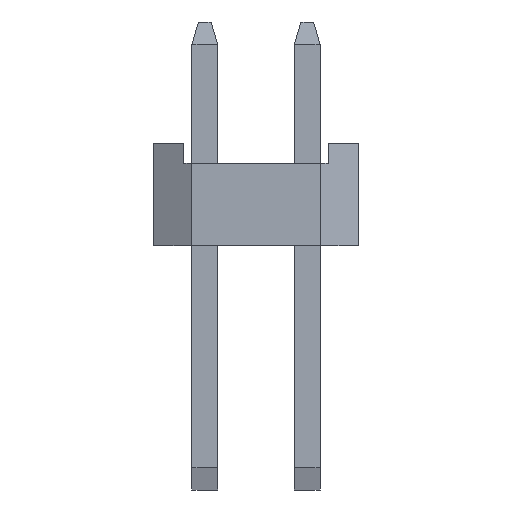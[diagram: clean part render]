
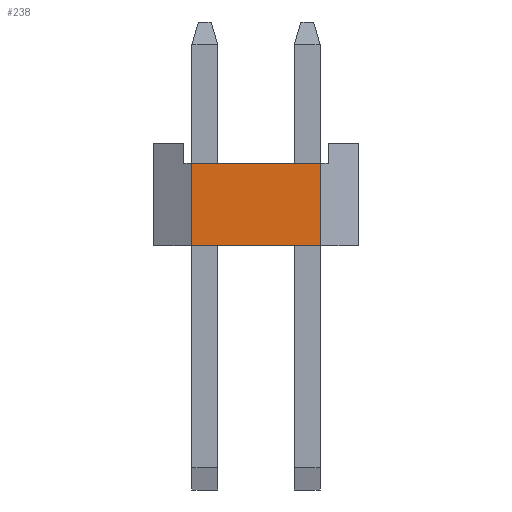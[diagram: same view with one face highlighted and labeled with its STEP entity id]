
A CAD part, front view. The second image highlights one B-rep face of the part: STEP entity #238.
In plain terms, the highlighted face is planar.
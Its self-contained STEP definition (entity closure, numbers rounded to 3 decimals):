
#1 = LINE ( 'NONE', #429, #658 ) ;
#26 = AXIS2_PLACEMENT_3D ( 'NONE', #120, #735, #955 ) ;
#49 = CARTESIAN_POINT ( 'NONE',  ( 1.27, 2.04, -1.79 ) ) ;
#57 = DIRECTION ( 'NONE',  ( 0., 0., -1. ) ) ;
#78 = EDGE_LOOP ( 'NONE', ( #693, #800, #225, #911 ) ) ;
#93 = DIRECTION ( 'NONE',  ( 0., 0., -1. ) ) ;
#104 = EDGE_CURVE ( 'NONE', #181, #188, #412, .T. ) ;
#118 = CARTESIAN_POINT ( 'NONE',  ( 1.27, 2.04, 1.6 ) ) ;
#120 = CARTESIAN_POINT ( 'NONE',  ( 1.27, 2.54, -1.6 ) ) ;
#181 = VERTEX_POINT ( 'NONE', #118 ) ;
#187 = EDGE_CURVE ( 'NONE', #188, #847, #1, .T. ) ;
#188 = VERTEX_POINT ( 'NONE', #958 ) ;
#225 = ORIENTED_EDGE ( 'NONE', *, *, #794, .T. ) ;
#238 = ADVANCED_FACE ( 'NONE', ( #940 ), #877, .F. ) ;
#252 = CARTESIAN_POINT ( 'NONE',  ( 1.27, 0., -1.6 ) ) ;
#255 = VERTEX_POINT ( 'NONE', #352 ) ;
#322 = CARTESIAN_POINT ( 'NONE',  ( 1.27, 0., -1.6 ) ) ;
#352 = CARTESIAN_POINT ( 'NONE',  ( 1.27, 0., 1.6 ) ) ;
#412 = LINE ( 'NONE', #49, #641 ) ;
#429 = CARTESIAN_POINT ( 'NONE',  ( 1.27, 2.54, -1.6 ) ) ;
#508 = EDGE_CURVE ( 'NONE', #181, #255, #718, .T. ) ;
#518 = DIRECTION ( 'NONE',  ( 0., -1., 0. ) ) ;
#619 = VECTOR ( 'NONE', #758, 1000. ) ;
#641 = VECTOR ( 'NONE', #57, 1000. ) ;
#658 = VECTOR ( 'NONE', #518, 1000. ) ;
#693 = ORIENTED_EDGE ( 'NONE', *, *, #104, .F. ) ;
#718 = LINE ( 'NONE', #902, #619 ) ;
#735 = DIRECTION ( 'NONE',  ( -1., 0., 0. ) ) ;
#758 = DIRECTION ( 'NONE',  ( 0., -1., 0. ) ) ;
#794 = EDGE_CURVE ( 'NONE', #255, #847, #893, .T. ) ;
#800 = ORIENTED_EDGE ( 'NONE', *, *, #508, .T. ) ;
#827 = VECTOR ( 'NONE', #93, 1000. ) ;
#847 = VERTEX_POINT ( 'NONE', #322 ) ;
#877 = PLANE ( 'NONE',  #26 ) ;
#893 = LINE ( 'NONE', #252, #827 ) ;
#902 = CARTESIAN_POINT ( 'NONE',  ( 1.27, 2.54, 1.6 ) ) ;
#911 = ORIENTED_EDGE ( 'NONE', *, *, #187, .F. ) ;
#940 = FACE_OUTER_BOUND ( 'NONE', #78, .T. ) ;
#955 = DIRECTION ( 'NONE',  ( 0., 0., 1. ) ) ;
#958 = CARTESIAN_POINT ( 'NONE',  ( 1.27, 2.04, -1.6 ) ) ;
